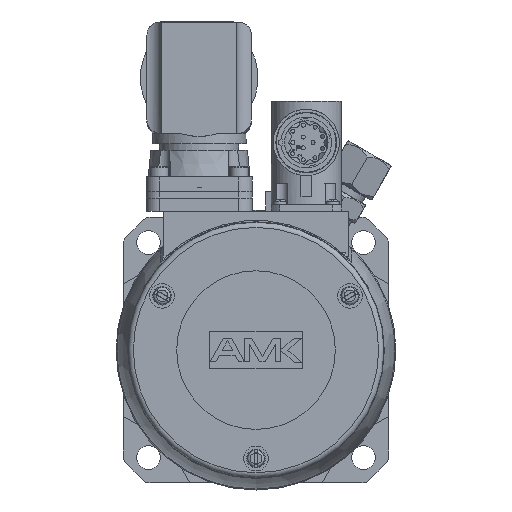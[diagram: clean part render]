
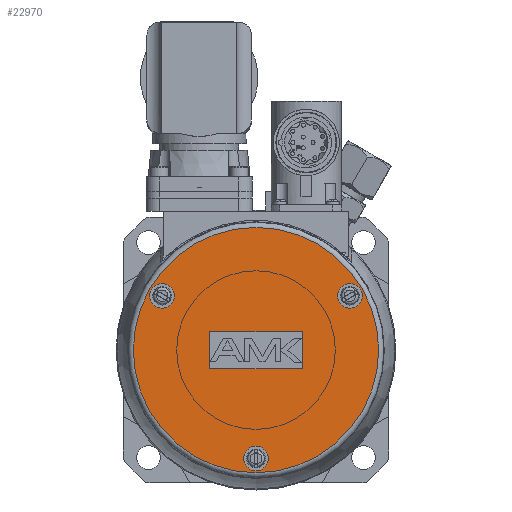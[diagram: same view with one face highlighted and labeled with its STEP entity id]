
A CAD part, front view. The second image highlights one B-rep face of the part: STEP entity #22970.
In plain terms, the highlighted planar face has unit normal (0, -1, 0).
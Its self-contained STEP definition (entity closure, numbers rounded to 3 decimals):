
#1113=LINE('',#45019,#2290);
#1114=LINE('',#45022,#2291);
#1115=LINE('',#45024,#2292);
#1116=LINE('',#45026,#2293);
#2290=VECTOR('',#28639,1000.);
#2291=VECTOR('',#28640,1000.);
#2292=VECTOR('',#28641,1000.);
#2293=VECTOR('',#28642,1000.);
#3186=PLANE('',#24836);
#4001=CIRCLE('',#24837,46.366);
#4002=CIRCLE('',#24838,4.65);
#4003=CIRCLE('',#24839,4.65);
#4004=CIRCLE('',#24840,4.65);
#6965=ORIENTED_EDGE('',*,*,#11061,.F.);
#6966=ORIENTED_EDGE('',*,*,#11062,.T.);
#6967=ORIENTED_EDGE('',*,*,#11063,.T.);
#6968=ORIENTED_EDGE('',*,*,#11064,.T.);
#6969=ORIENTED_EDGE('',*,*,#11065,.T.);
#6970=ORIENTED_EDGE('',*,*,#11066,.T.);
#6971=ORIENTED_EDGE('',*,*,#11067,.T.);
#6972=ORIENTED_EDGE('',*,*,#11068,.T.);
#11061=EDGE_CURVE('',#13382,#13382,#4001,.T.);
#11062=EDGE_CURVE('',#13383,#13383,#4002,.T.);
#11063=EDGE_CURVE('',#13384,#13384,#4003,.T.);
#11064=EDGE_CURVE('',#13385,#13385,#4004,.T.);
#11065=EDGE_CURVE('',#13386,#13387,#1113,.T.);
#11066=EDGE_CURVE('',#13387,#13388,#1114,.T.);
#11067=EDGE_CURVE('',#13388,#13389,#1115,.T.);
#11068=EDGE_CURVE('',#13389,#13386,#1116,.T.);
#13382=VERTEX_POINT('',#45012);
#13383=VERTEX_POINT('',#45014);
#13384=VERTEX_POINT('',#45016);
#13385=VERTEX_POINT('',#45018);
#13386=VERTEX_POINT('',#45020);
#13387=VERTEX_POINT('',#45021);
#13388=VERTEX_POINT('',#45023);
#13389=VERTEX_POINT('',#45025);
#15760=EDGE_LOOP('',(#6965));
#15761=EDGE_LOOP('',(#6966));
#15762=EDGE_LOOP('',(#6967));
#15763=EDGE_LOOP('',(#6968));
#15764=EDGE_LOOP('',(#6969,#6970,#6971,#6972));
#17622=FACE_BOUND('',#15760,.T.);
#17623=FACE_BOUND('',#15761,.T.);
#17624=FACE_BOUND('',#15762,.T.);
#17625=FACE_BOUND('',#15763,.T.);
#17626=FACE_BOUND('',#15764,.T.);
#22970=ADVANCED_FACE('',(#17622,#17623,#17624,#17625,#17626),#3186,.F.);
#24836=AXIS2_PLACEMENT_3D('',#45010,#28629,#28630);
#24837=AXIS2_PLACEMENT_3D('',#45011,#28631,#28632);
#24838=AXIS2_PLACEMENT_3D('',#45013,#28633,#28634);
#24839=AXIS2_PLACEMENT_3D('',#45015,#28635,#28636);
#24840=AXIS2_PLACEMENT_3D('',#45017,#28637,#28638);
#28629=DIRECTION('',(0.,1.,0.));
#28630=DIRECTION('',(0.866,0.,-0.5));
#28631=DIRECTION('',(0.,1.,0.));
#28632=DIRECTION('',(0.866,0.,-0.5));
#28633=DIRECTION('',(0.,1.,0.));
#28634=DIRECTION('',(-0.866,0.,0.5));
#28635=DIRECTION('',(0.,1.,0.));
#28636=DIRECTION('',(0.866,0.,0.5));
#28637=DIRECTION('',(0.,1.,0.));
#28638=DIRECTION('',(0.,0.,-1.));
#28639=DIRECTION('',(-1.,0.,0.));
#28640=DIRECTION('',(0.,0.,1.));
#28641=DIRECTION('',(1.,0.,0.));
#28642=DIRECTION('',(0.,0.,-1.));
#45010=CARTESIAN_POINT('',(-40.154,-223.8,23.183));
#45011=CARTESIAN_POINT('',(0.,-223.8,0.));
#45012=CARTESIAN_POINT('',(40.154,-223.8,-23.183));
#45013=CARTESIAN_POINT('',(-35.507,-223.8,20.5));
#45014=CARTESIAN_POINT('',(-39.534,-223.8,22.825));
#45015=CARTESIAN_POINT('',(35.507,-223.8,20.5));
#45016=CARTESIAN_POINT('',(39.534,-223.8,22.825));
#45017=CARTESIAN_POINT('',(0.,-223.8,-41.));
#45018=CARTESIAN_POINT('',(0.,-223.8,-45.65));
#45019=CARTESIAN_POINT('',(-17.5,-223.8,-7.));
#45020=CARTESIAN_POINT('',(17.5,-223.8,-7.));
#45021=CARTESIAN_POINT('',(-17.5,-223.8,-7.));
#45022=CARTESIAN_POINT('',(-17.5,-223.8,-7.));
#45023=CARTESIAN_POINT('',(-17.5,-223.8,7.));
#45024=CARTESIAN_POINT('',(-17.5,-223.8,7.));
#45025=CARTESIAN_POINT('',(17.5,-223.8,7.));
#45026=CARTESIAN_POINT('',(17.5,-223.8,-7.));
